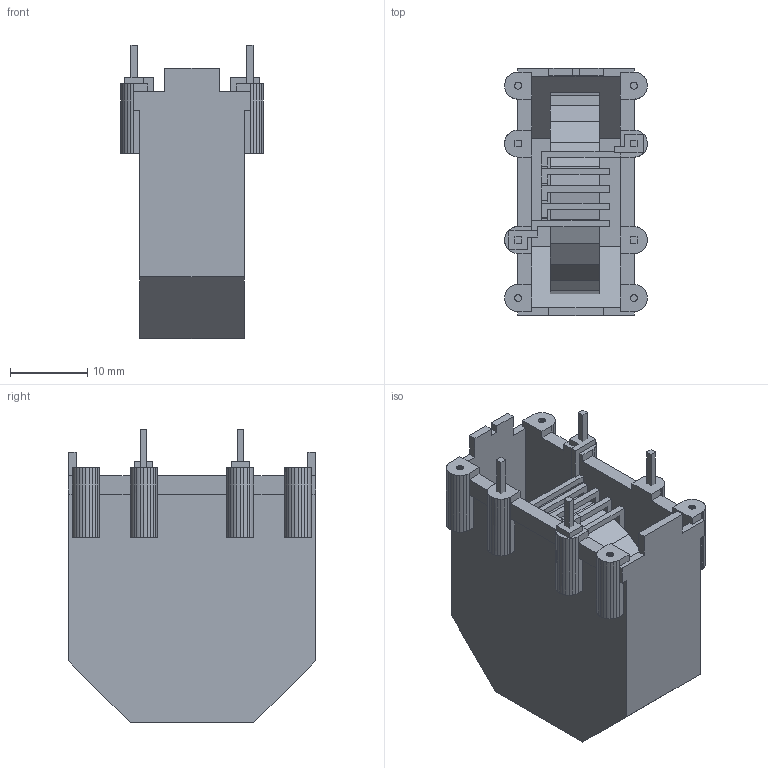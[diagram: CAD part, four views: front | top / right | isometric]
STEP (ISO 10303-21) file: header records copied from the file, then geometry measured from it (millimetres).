
FILE_DESCRIPTION(('FreeCAD Model'),'2;1');
FILE_NAME('X24aVi.stp', '2014-07-08T13:51:47',('FreeCAD'),('FreeCAD'), 'Open CASCADE STEP processor 6.3','FreeCAD','Unknown');
FILE_SCHEMA(('AUTOMOTIVE_DESIGN_CC2 { 1 2 10303 214 -1 1 5 4 }'));
Products named in the file (6): X24aVi; X24aVi001; X24aVi003; X24aVi004; X24aVi005; X24aVi002
Bounding box: 18.5 x 32 x 38 mm (x, y, z)
Volume: 5398.4 mm3; surface area: 8576.9 mm2
Topology: 6 solids, 6 shells, 837 faces, 2417 edges, 1607 vertices
Faces by surface type: plane 594, cylinder 234, cone 9
Entity records: 62465 total; most frequent: CARTESIAN_POINT 15983, DIRECTION 8181, LINE 5230, VECTOR 5230, ORIENTED_EDGE 4834, PCURVE 4834, DEFINITIONAL_REPRESENTATION 4834, EDGE_CURVE 2417
